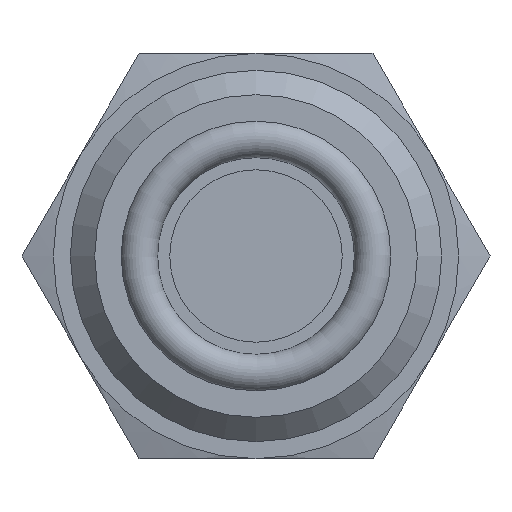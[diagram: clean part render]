
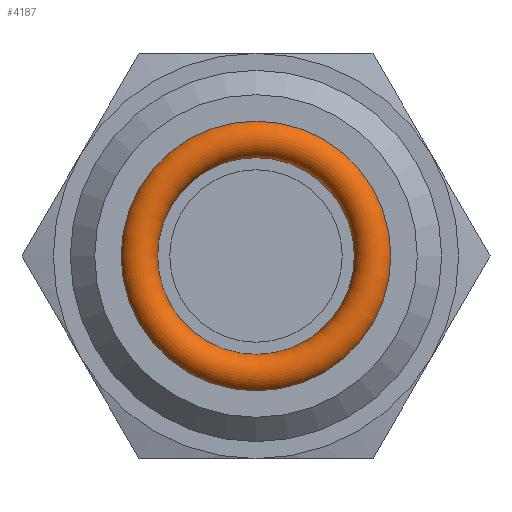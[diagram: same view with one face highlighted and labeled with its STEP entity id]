
A CAD part, left-side view. The second image highlights one B-rep face of the part: STEP entity #4187.
In plain terms, the highlighted toroidal (fillet/blend) face has major radius 5.512 mm and minor radius 0.889 mm.
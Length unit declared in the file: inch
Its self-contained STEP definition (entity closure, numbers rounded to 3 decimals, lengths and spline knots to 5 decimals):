
#4162=CARTESIAN_POINT('',(0.0,0.00098,0.0));
#4163=DIRECTION('',(1.0,0.0,0.0));
#4164=DIRECTION('',(0.0,0.0,-1.0));
#4165=AXIS2_PLACEMENT_3D('',#4162,#4163,#4164);
#4166=TOROIDAL_SURFACE('',#4165,0.217,0.035);
#4167=CARTESIAN_POINT('',(0.,0.00098,-0.252));
#4168=VERTEX_POINT('',#4167);
#4169=CARTESIAN_POINT('',(0.0,0.00098,-0.217));
#4170=DIRECTION('',(0.0,-1.0,0.0));
#4171=DIRECTION('',(0.0,0.0,-1.0));
#4172=AXIS2_PLACEMENT_3D('',#4169,#4170,#4171);
#4173=CIRCLE('',#4172,0.035);
#4174=EDGE_CURVE('',#4168,#4168,#4173,.T.);
#4175=ORIENTED_EDGE('',*,*,#4174,.T.);
#4176=CARTESIAN_POINT('',(0.,0.00098,0.0));
#4177=DIRECTION('',(-1.0,0.0,0.0));
#4178=DIRECTION('',(0.0,0.0,-1.0));
#4179=AXIS2_PLACEMENT_3D('',#4176,#4177,#4178);
#4180=CIRCLE('',#4179,0.252);
#4181=EDGE_CURVE('',#4168,#4168,#4180,.T.);
#4182=ORIENTED_EDGE('',*,*,#4181,.T.);
#4183=ORIENTED_EDGE('',*,*,#4174,.F.);
#4184=ORIENTED_EDGE('',*,*,#4181,.F.);
#4185=EDGE_LOOP('',(#4175,#4182,#4183,#4184));
#4186=FACE_OUTER_BOUND('',#4185,.T.);
#4187=ADVANCED_FACE('',(#4186),#4166,.T.);
